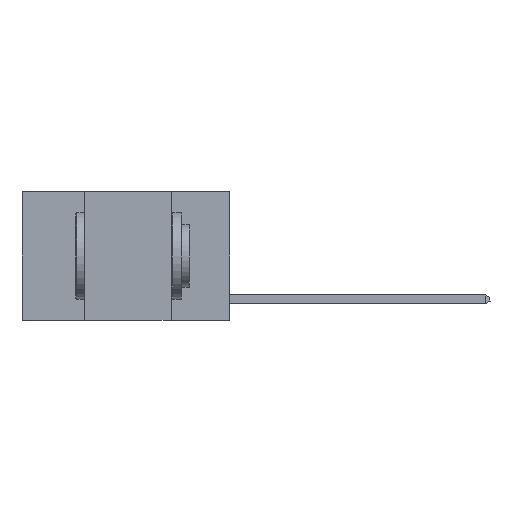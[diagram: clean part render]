
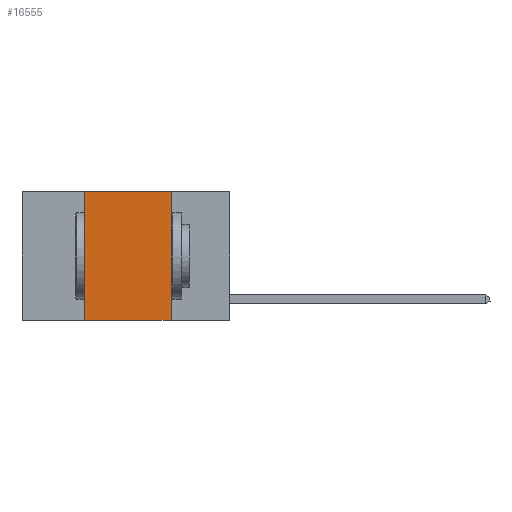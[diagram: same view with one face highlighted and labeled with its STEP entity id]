
A CAD part, left-side view. The second image highlights one B-rep face of the part: STEP entity #16555.
In plain terms, the highlighted planar face has unit normal (-1, 0, 0).
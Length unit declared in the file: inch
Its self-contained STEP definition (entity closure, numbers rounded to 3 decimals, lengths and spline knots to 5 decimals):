
#421 = LINE ( 'NONE', #4105, #13448 ) ;
#542 = CARTESIAN_POINT ( 'NONE',  ( 0., 0.6, 0. ) ) ;
#1853 = PLANE ( 'NONE',  #5208 ) ;
#1922 = ORIENTED_EDGE ( 'NONE', *, *, #3743, .F. ) ;
#1923 = DIRECTION ( 'NONE',  ( 0., 0., -1. ) ) ;
#2198 = EDGE_CURVE ( 'NONE', #15161, #17081, #421, .T. ) ;
#3200 = EDGE_CURVE ( 'NONE', #17081, #9086, #17864, .T. ) ;
#3743 = EDGE_CURVE ( 'NONE', #9086, #10862, #7084, .T. ) ;
#3821 = ORIENTED_EDGE ( 'NONE', *, *, #3200, .F. ) ;
#4105 = CARTESIAN_POINT ( 'NONE',  ( 0., 0.42, 0. ) ) ;
#4656 = LINE ( 'NONE', #11175, #12082 ) ;
#5208 = AXIS2_PLACEMENT_3D ( 'NONE', #542, #14767, #1923 ) ;
#5731 = CARTESIAN_POINT ( 'NONE',  ( 0., 0.17, 0. ) ) ;
#5856 = CARTESIAN_POINT ( 'NONE',  ( 0., 0.6, 0. ) ) ;
#7036 = ORIENTED_EDGE ( 'NONE', *, *, #19258, .T. ) ;
#7084 = LINE ( 'NONE', #12685, #9049 ) ;
#7966 = EDGE_LOOP ( 'NONE', ( #1922, #3821, #17490, #7036 ) ) ;
#9049 = VECTOR ( 'NONE', #12172, 39.37008 ) ;
#9086 = VERTEX_POINT ( 'NONE', #5731 ) ;
#10862 = VERTEX_POINT ( 'NONE', #19620 ) ;
#11175 = CARTESIAN_POINT ( 'NONE',  ( 0., 0.6, -0.37 ) ) ;
#11918 = DIRECTION ( 'NONE',  ( 0., -1., 0. ) ) ;
#12082 = VECTOR ( 'NONE', #19491, 39.37008 ) ;
#12172 = DIRECTION ( 'NONE',  ( 0., 0., -1. ) ) ;
#12685 = CARTESIAN_POINT ( 'NONE',  ( 0., 0.17, 0. ) ) ;
#13448 = VECTOR ( 'NONE', #19656, 39.37008 ) ;
#13966 = FACE_OUTER_BOUND ( 'NONE', #7966, .T. ) ;
#14767 = DIRECTION ( 'NONE',  ( 1., 0., 0. ) ) ;
#15161 = VERTEX_POINT ( 'NONE', #18808 ) ;
#16555 = ADVANCED_FACE ( 'NONE', ( #13966 ), #1853, .F. ) ;
#17081 = VERTEX_POINT ( 'NONE', #20236 ) ;
#17490 = ORIENTED_EDGE ( 'NONE', *, *, #2198, .F. ) ;
#17864 = LINE ( 'NONE', #5856, #18363 ) ;
#18363 = VECTOR ( 'NONE', #11918, 39.37008 ) ;
#18808 = CARTESIAN_POINT ( 'NONE',  ( 0., 0.42, -0.37 ) ) ;
#19258 = EDGE_CURVE ( 'NONE', #15161, #10862, #4656, .T. ) ;
#19491 = DIRECTION ( 'NONE',  ( 0., -1., 0. ) ) ;
#19620 = CARTESIAN_POINT ( 'NONE',  ( 0., 0.17, -0.37 ) ) ;
#19656 = DIRECTION ( 'NONE',  ( 0., 0., 1. ) ) ;
#20236 = CARTESIAN_POINT ( 'NONE',  ( 0., 0.42, 0. ) ) ;
